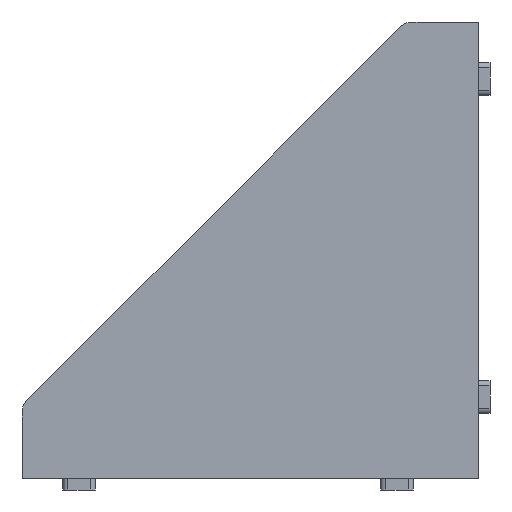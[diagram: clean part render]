
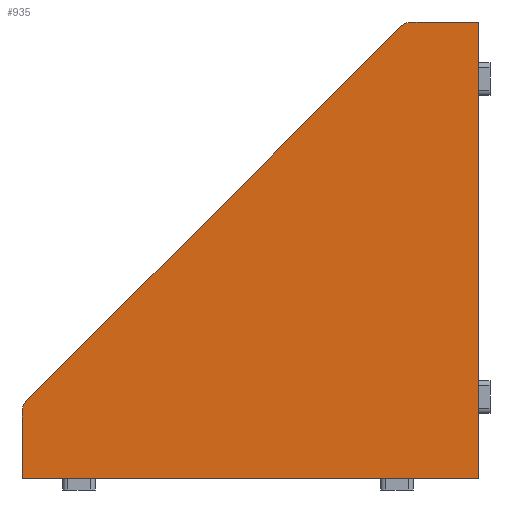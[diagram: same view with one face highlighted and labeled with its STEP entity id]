
A CAD part, left-side view. The second image highlights one B-rep face of the part: STEP entity #935.
In plain terms, the highlighted planar face has unit normal (-1, 0, 0).
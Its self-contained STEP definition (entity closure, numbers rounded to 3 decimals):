
#26=CIRCLE('',#999,1.);
#30=CIRCLE('',#1006,1.);
#127=ORIENTED_EDGE('',*,*,#376,.F.);
#128=ORIENTED_EDGE('',*,*,#388,.T.);
#129=ORIENTED_EDGE('',*,*,#389,.T.);
#130=ORIENTED_EDGE('',*,*,#371,.F.);
#131=ORIENTED_EDGE('',*,*,#368,.F.);
#132=ORIENTED_EDGE('',*,*,#362,.F.);
#133=ORIENTED_EDGE('',*,*,#382,.F.);
#362=EDGE_CURVE('',#498,#499,#590,.T.);
#368=EDGE_CURVE('',#499,#504,#26,.T.);
#371=EDGE_CURVE('',#504,#506,#595,.T.);
#376=EDGE_CURVE('',#510,#511,#600,.T.);
#382=EDGE_CURVE('',#511,#498,#30,.T.);
#388=EDGE_CURVE('',#510,#517,#608,.T.);
#389=EDGE_CURVE('',#517,#506,#609,.T.);
#498=VERTEX_POINT('',#1386);
#499=VERTEX_POINT('',#1388);
#504=VERTEX_POINT('',#1400);
#506=VERTEX_POINT('',#1406);
#510=VERTEX_POINT('',#1415);
#511=VERTEX_POINT('',#1417);
#517=VERTEX_POINT('',#1439);
#590=LINE('',#1387,#682);
#595=LINE('',#1405,#687);
#600=LINE('',#1416,#692);
#608=LINE('',#1438,#700);
#609=LINE('',#1440,#701);
#682=VECTOR('',#1098,1000.);
#687=VECTOR('',#1115,1000.);
#692=VECTOR('',#1122,1000.);
#700=VECTOR('',#1146,1000.);
#701=VECTOR('',#1147,1000.);
#779=EDGE_LOOP('',(#127,#128,#129,#130,#131,#132,#133));
#841=FACE_BOUND('',#779,.T.);
#901=PLANE('',#1010);
#935=ADVANCED_FACE('',(#841),#901,.F.);
#999=AXIS2_PLACEMENT_3D('',#1399,#1108,#1109);
#1006=AXIS2_PLACEMENT_3D('',#1428,#1132,#1133);
#1010=AXIS2_PLACEMENT_3D('',#1437,#1144,#1145);
#1098=DIRECTION('',(0.,-0.707,0.707));
#1108=DIRECTION('',(1.,0.,0.));
#1109=DIRECTION('',(0.,0.,-1.));
#1115=DIRECTION('',(0.,-1.,0.));
#1122=DIRECTION('',(0.,0.,1.));
#1132=DIRECTION('',(1.,0.,0.));
#1133=DIRECTION('',(0.,0.,-1.));
#1144=DIRECTION('',(1.,0.,0.));
#1145=DIRECTION('',(0.,0.,-1.));
#1146=DIRECTION('',(0.,-1.,0.));
#1147=DIRECTION('',(0.,0.,1.));
#1386=CARTESIAN_POINT('',(-10.,27.707,4.793));
#1387=CARTESIAN_POINT('',(-10.,27.707,4.793));
#1388=CARTESIAN_POINT('',(-10.,4.793,27.707));
#1399=CARTESIAN_POINT('',(-10.,4.086,27.));
#1400=CARTESIAN_POINT('',(-10.,4.086,28.));
#1405=CARTESIAN_POINT('',(-10.,4.086,28.));
#1406=CARTESIAN_POINT('',(-10.,0.,28.));
#1415=CARTESIAN_POINT('',(-10.,28.,0.));
#1416=CARTESIAN_POINT('',(-10.,28.,0.));
#1417=CARTESIAN_POINT('',(-10.,28.,4.086));
#1428=CARTESIAN_POINT('',(-10.,27.,4.086));
#1437=CARTESIAN_POINT('',(-10.,4.086,27.));
#1438=CARTESIAN_POINT('',(-10.,28.,0.));
#1439=CARTESIAN_POINT('',(-10.,0.,0.));
#1440=CARTESIAN_POINT('',(-10.,0.,0.));
